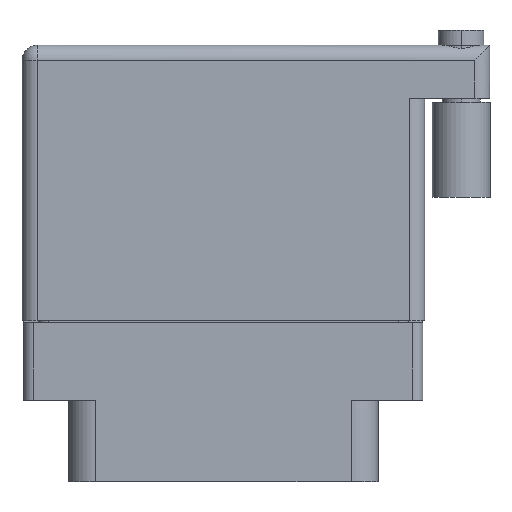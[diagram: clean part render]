
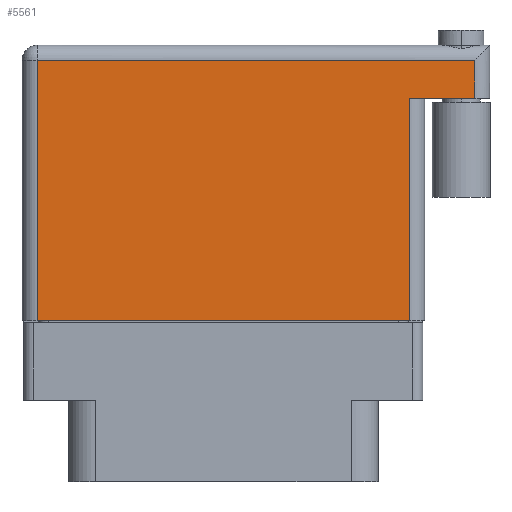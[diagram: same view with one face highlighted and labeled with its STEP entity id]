
A CAD part, front view. The second image highlights one B-rep face of the part: STEP entity #5561.
In plain terms, the highlighted face is planar.
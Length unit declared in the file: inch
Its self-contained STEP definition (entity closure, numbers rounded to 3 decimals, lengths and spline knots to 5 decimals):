
#547 = FACE_OUTER_BOUND ( 'NONE', #10899, .T. ) ;
#1086 = ORIENTED_EDGE ( 'NONE', *, *, #19663, .T. ) ;
#1188 = CARTESIAN_POINT ( 'NONE',  ( -0.6625, 0.756, 0.3575 ) ) ;
#2118 = CARTESIAN_POINT ( 'NONE',  ( 0.6125, 0.631, 0.3575 ) ) ;
#2936 = VERTEX_POINT ( 'NONE', #16194 ) ;
#3091 = VECTOR ( 'NONE', #17947, 39.37008 ) ;
#3379 = ORIENTED_EDGE ( 'NONE', *, *, #17929, .F. ) ;
#4813 = VECTOR ( 'NONE', #27198, 39.37008 ) ;
#5404 = VERTEX_POINT ( 'NONE', #2118 ) ;
#5452 = CARTESIAN_POINT ( 'NONE',  ( 0.8765, 0.631, 0.3575 ) ) ;
#5561 = ADVANCED_FACE ( 'NONE', ( #547 ), #19109, .F. ) ;
#5922 = CARTESIAN_POINT ( 'NONE',  ( 0.6125, -0.1, 0.3575 ) ) ;
#6209 = LINE ( 'NONE', #25185, #8508 ) ;
#6549 = CARTESIAN_POINT ( 'NONE',  ( 0.8265, 0.756, 0.3575 ) ) ;
#7571 = VERTEX_POINT ( 'NONE', #5922 ) ;
#7621 = VECTOR ( 'NONE', #8160, 39.37008 ) ;
#8160 = DIRECTION ( 'NONE',  ( -1., 0., 0. ) ) ;
#8508 = VECTOR ( 'NONE', #15641, 39.37008 ) ;
#9206 = EDGE_CURVE ( 'NONE', #7571, #5404, #10841, .T. ) ;
#9208 = EDGE_CURVE ( 'NONE', #2936, #22493, #6209, .T. ) ;
#9943 = CARTESIAN_POINT ( 'NONE',  ( 0.8265, 0.806, 0.3575 ) ) ;
#10841 = LINE ( 'NONE', #20266, #3091 ) ;
#10899 = EDGE_LOOP ( 'NONE', ( #13599, #17237, #3379, #1086, #24038, #27647 ) ) ;
#11147 = CARTESIAN_POINT ( 'NONE',  ( 0.8265, 0.631, 0.3575 ) ) ;
#12010 = DIRECTION ( 'NONE',  ( 0., 0., -1. ) ) ;
#12417 = DIRECTION ( 'NONE',  ( 0., 1., 0. ) ) ;
#13174 = VERTEX_POINT ( 'NONE', #11147 ) ;
#13599 = ORIENTED_EDGE ( 'NONE', *, *, #21712, .T. ) ;
#15292 = EDGE_CURVE ( 'NONE', #28546, #2936, #27293, .T. ) ;
#15641 = DIRECTION ( 'NONE',  ( 0., -1., 0. ) ) ;
#16194 = CARTESIAN_POINT ( 'NONE',  ( -0.6125, 0.756, 0.3575 ) ) ;
#16717 = DIRECTION ( 'NONE',  ( 1., 0., 0. ) ) ;
#17237 = ORIENTED_EDGE ( 'NONE', *, *, #9206, .T. ) ;
#17929 = EDGE_CURVE ( 'NONE', #13174, #5404, #26606, .T. ) ;
#17947 = DIRECTION ( 'NONE',  ( 0., 1., 0. ) ) ;
#19109 = PLANE ( 'NONE',  #24127 ) ;
#19257 = DIRECTION ( 'NONE',  ( -1., 0., 0. ) ) ;
#19663 = EDGE_CURVE ( 'NONE', #13174, #28546, #28786, .T. ) ;
#20266 = CARTESIAN_POINT ( 'NONE',  ( 0.6125, 0.631, 0.3575 ) ) ;
#21712 = EDGE_CURVE ( 'NONE', #22493, #7571, #25973, .T. ) ;
#22493 = VERTEX_POINT ( 'NONE', #29930 ) ;
#24038 = ORIENTED_EDGE ( 'NONE', *, *, #15292, .T. ) ;
#24127 = AXIS2_PLACEMENT_3D ( 'NONE', #26046, #12010, #19257 ) ;
#25185 = CARTESIAN_POINT ( 'NONE',  ( -0.6125, -0.1, 0.3575 ) ) ;
#25973 = LINE ( 'NONE', #28912, #30287 ) ;
#26046 = CARTESIAN_POINT ( 'NONE',  ( -0.6625, 0.806, 0.3575 ) ) ;
#26606 = LINE ( 'NONE', #5452, #4813 ) ;
#27198 = DIRECTION ( 'NONE',  ( -1., 0., 0. ) ) ;
#27293 = LINE ( 'NONE', #1188, #7621 ) ;
#27647 = ORIENTED_EDGE ( 'NONE', *, *, #9208, .T. ) ;
#28546 = VERTEX_POINT ( 'NONE', #6549 ) ;
#28786 = LINE ( 'NONE', #9943, #30171 ) ;
#28912 = CARTESIAN_POINT ( 'NONE',  ( -0.6625, -0.1, 0.3575 ) ) ;
#29930 = CARTESIAN_POINT ( 'NONE',  ( -0.6125, -0.1, 0.3575 ) ) ;
#30171 = VECTOR ( 'NONE', #12417, 39.37008 ) ;
#30287 = VECTOR ( 'NONE', #16717, 39.37008 ) ;
